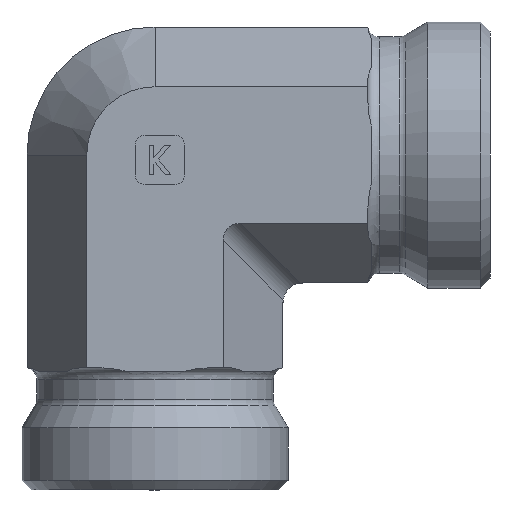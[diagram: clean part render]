
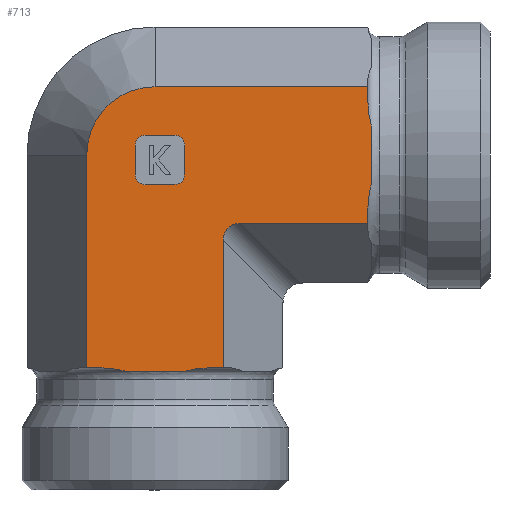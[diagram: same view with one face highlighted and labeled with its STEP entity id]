
A CAD part, left-side view. The second image highlights one B-rep face of the part: STEP entity #713.
In plain terms, the highlighted planar face has unit normal (-1, 0, 0).
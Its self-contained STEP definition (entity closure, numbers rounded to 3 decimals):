
#169=CARTESIAN_POINT('',(-30.485,4.045,0.4));
#170=VERTEX_POINT('',#169);
#178=CARTESIAN_POINT('',(-30.485,6.819,0.0));
#179=VERTEX_POINT('',#178);
#180=CARTESIAN_POINT('',(-30.485,6.819,0.));
#181=CARTESIAN_POINT('',(-30.485,5.88,0.232));
#182=CARTESIAN_POINT('',(-30.485,4.932,0.4));
#183=CARTESIAN_POINT('',(-30.485,4.045,0.4));
#184=B_SPLINE_CURVE_WITH_KNOTS('',3,(#180,#181,#182,#183),.UNSPECIFIED.,.F.,.U.,(4,4),(0.267,0.533),.UNSPECIFIED.);
#185=EDGE_CURVE('',#179,#170,#184,.T.);
#187=CARTESIAN_POINT('',(-30.485,12.269,0.0));
#188=VERTEX_POINT('',#187);
#196=CARTESIAN_POINT('',(-30.485,15.043,0.4));
#197=VERTEX_POINT('',#196);
#198=CARTESIAN_POINT('',(-30.485,15.043,0.4));
#199=CARTESIAN_POINT('',(-30.485,14.156,0.4));
#200=CARTESIAN_POINT('',(-30.485,13.208,0.232));
#201=CARTESIAN_POINT('',(-30.485,12.269,0.0));
#202=B_SPLINE_CURVE_WITH_KNOTS('',3,(#198,#199,#200,#201),.UNSPECIFIED.,.F.,.U.,(4,4),(1.095,1.362),.UNSPECIFIED.);
#203=EDGE_CURVE('',#197,#188,#202,.T.);
#505=CARTESIAN_POINT('',(-30.485,16.472,0.4));
#506=VERTEX_POINT('',#505);
#513=CARTESIAN_POINT('',(-30.485,16.472,22.0));
#514=VERTEX_POINT('',#513);
#515=CARTESIAN_POINT('',(-30.485,16.472,0.4));
#516=DIRECTION('',(0.0,0.0,1.0));
#517=VECTOR('',#516,21.6);
#518=LINE('',#515,#517);
#519=EDGE_CURVE('',#506,#514,#518,.T.);
#531=CARTESIAN_POINT('',(-30.485,2.616,0.0));
#532=DIRECTION('',(-1.0,0.0,0.0));
#533=DIRECTION('',(0.0,0.0,1.0));
#534=AXIS2_PLACEMENT_3D('',#531,#532,#533);
#535=PLANE('',#534);
#536=ORIENTED_EDGE('',*,*,#185,.T.);
#537=CARTESIAN_POINT('',(-30.485,2.616,0.4));
#538=VERTEX_POINT('',#537);
#539=CARTESIAN_POINT('',(-30.485,4.045,0.4));
#540=DIRECTION('',(0.0,-1.0,0.0));
#541=VECTOR('',#540,1.429);
#542=LINE('',#539,#541);
#543=EDGE_CURVE('',#170,#538,#542,.T.);
#544=ORIENTED_EDGE('',*,*,#543,.T.);
#545=CARTESIAN_POINT('',(-30.485,2.616,13.34));
#546=VERTEX_POINT('',#545);
#547=CARTESIAN_POINT('',(-30.485,2.616,0.4));
#548=DIRECTION('',(0.0,0.0,1.0));
#549=VECTOR('',#548,12.94);
#550=LINE('',#547,#549);
#551=EDGE_CURVE('',#538,#546,#550,.T.);
#552=ORIENTED_EDGE('',*,*,#551,.T.);
#553=CARTESIAN_POINT('',(-30.485,0.884,15.072));
#554=VERTEX_POINT('',#553);
#555=CARTESIAN_POINT('',(-30.485,0.306,12.762));
#556=DIRECTION('',(-1.0,0.0,0.0));
#557=DIRECTION('',(0.0,0.707,0.707));
#558=AXIS2_PLACEMENT_3D('',#555,#556,#557);
#559=ELLIPSE('',#558,2.582,2.0);
#560=EDGE_CURVE('',#554,#546,#559,.T.);
#561=ORIENTED_EDGE('',*,*,#560,.F.);
#562=CARTESIAN_POINT('',(-30.485,-12.056,15.072));
#563=VERTEX_POINT('',#562);
#564=CARTESIAN_POINT('',(-30.485,0.884,15.072));
#565=DIRECTION('',(0.0,-1.0,0.0));
#566=VECTOR('',#565,12.94);
#567=LINE('',#564,#566);
#568=EDGE_CURVE('',#554,#563,#567,.T.);
#569=ORIENTED_EDGE('',*,*,#568,.T.);
#570=CARTESIAN_POINT('',(-30.485,-12.056,16.501));
#571=VERTEX_POINT('',#570);
#572=CARTESIAN_POINT('',(-30.485,-12.056,15.072));
#573=DIRECTION('',(0.0,0.0,1.0));
#574=VECTOR('',#573,1.429);
#575=LINE('',#572,#574);
#576=EDGE_CURVE('',#563,#571,#575,.T.);
#577=ORIENTED_EDGE('',*,*,#576,.T.);
#578=CARTESIAN_POINT('',(-30.485,-12.456,19.275));
#579=VERTEX_POINT('',#578);
#580=CARTESIAN_POINT('',(-30.485,-12.056,16.501));
#581=CARTESIAN_POINT('',(-30.485,-12.056,17.388));
#582=CARTESIAN_POINT('',(-30.485,-12.224,18.336));
#583=CARTESIAN_POINT('',(-30.485,-12.456,19.275));
#584=B_SPLINE_CURVE_WITH_KNOTS('',3,(#580,#581,#582,#583),.UNSPECIFIED.,.F.,.U.,(4,4),(1.095,1.362),.UNSPECIFIED.);
#585=EDGE_CURVE('',#571,#579,#584,.T.);
#586=ORIENTED_EDGE('',*,*,#585,.T.);
#587=CARTESIAN_POINT('',(-30.485,-12.456,24.725));
#588=VERTEX_POINT('',#587);
#589=CARTESIAN_POINT('',(-30.485,-12.456,19.275));
#590=DIRECTION('',(0.0,0.0,1.0));
#591=VECTOR('',#590,5.451);
#592=LINE('',#589,#591);
#593=EDGE_CURVE('',#579,#588,#592,.T.);
#594=ORIENTED_EDGE('',*,*,#593,.T.);
#595=CARTESIAN_POINT('',(-30.485,-12.056,27.499));
#596=VERTEX_POINT('',#595);
#597=CARTESIAN_POINT('',(-30.485,-12.456,24.725));
#598=CARTESIAN_POINT('',(-30.485,-12.224,25.664));
#599=CARTESIAN_POINT('',(-30.485,-12.056,26.612));
#600=CARTESIAN_POINT('',(-30.485,-12.056,27.499));
#601=B_SPLINE_CURVE_WITH_KNOTS('',3,(#597,#598,#599,#600),.UNSPECIFIED.,.F.,.U.,(4,4),(0.267,0.533),.UNSPECIFIED.);
#602=EDGE_CURVE('',#588,#596,#601,.T.);
#603=ORIENTED_EDGE('',*,*,#602,.T.);
#604=CARTESIAN_POINT('',(-30.485,-12.056,28.928));
#605=VERTEX_POINT('',#604);
#606=CARTESIAN_POINT('',(-30.485,-12.056,27.499));
#607=DIRECTION('',(0.0,0.0,1.0));
#608=VECTOR('',#607,1.429);
#609=LINE('',#606,#608);
#610=EDGE_CURVE('',#596,#605,#609,.T.);
#611=ORIENTED_EDGE('',*,*,#610,.T.);
#612=CARTESIAN_POINT('',(-30.485,9.544,28.928));
#613=VERTEX_POINT('',#612);
#614=CARTESIAN_POINT('',(-30.485,9.544,28.928));
#615=DIRECTION('',(0.0,-1.0,0.0));
#616=VECTOR('',#615,21.6);
#617=LINE('',#614,#616);
#618=EDGE_CURVE('',#613,#605,#617,.T.);
#619=ORIENTED_EDGE('',*,*,#618,.F.);
#620=CARTESIAN_POINT('',(-30.485,9.544,22.0));
#621=DIRECTION('',(-1.0,0.0,0.0));
#622=DIRECTION('',(0.0,0.0,1.0));
#623=AXIS2_PLACEMENT_3D('',#620,#621,#622);
#624=CIRCLE('',#623,6.928);
#625=EDGE_CURVE('',#613,#514,#624,.T.);
#626=ORIENTED_EDGE('',*,*,#625,.T.);
#627=ORIENTED_EDGE('',*,*,#519,.F.);
#628=CARTESIAN_POINT('',(-30.485,16.472,0.4));
#629=DIRECTION('',(0.0,-1.0,0.0));
#630=VECTOR('',#629,1.429);
#631=LINE('',#628,#630);
#632=EDGE_CURVE('',#506,#197,#631,.T.);
#633=ORIENTED_EDGE('',*,*,#632,.T.);
#634=ORIENTED_EDGE('',*,*,#203,.T.);
#635=CARTESIAN_POINT('',(-30.485,12.269,0.0));
#636=DIRECTION('',(0.0,-1.0,0.0));
#637=VECTOR('',#636,5.451);
#638=LINE('',#635,#637);
#639=EDGE_CURVE('',#188,#179,#638,.T.);
#640=ORIENTED_EDGE('',*,*,#639,.T.);
#641=EDGE_LOOP('',(#536,#544,#552,#561,#569,#577,#586,#594,#603,#611,#619,#626,#627,#633,#634,#640));
#642=FACE_OUTER_BOUND('',#641,.T.);
#643=CARTESIAN_POINT('',(-30.485,7.544,19.));
#644=VERTEX_POINT('',#643);
#645=CARTESIAN_POINT('',(-30.485,10.544,19.));
#646=VERTEX_POINT('',#645);
#647=CARTESIAN_POINT('',(-30.485,7.544,19.));
#648=DIRECTION('',(0.0,1.0,0.0));
#649=VECTOR('',#648,3.);
#650=LINE('',#647,#649);
#651=EDGE_CURVE('',#644,#646,#650,.T.);
#652=ORIENTED_EDGE('',*,*,#651,.T.);
#653=CARTESIAN_POINT('',(-30.485,11.544,20.));
#654=VERTEX_POINT('',#653);
#655=CARTESIAN_POINT('',(-30.485,10.544,20.));
#656=DIRECTION('',(-1.0,0.0,0.0));
#657=DIRECTION('',(0.0,0.707,-0.707));
#658=AXIS2_PLACEMENT_3D('',#655,#656,#657);
#659=CIRCLE('',#658,1.0);
#660=EDGE_CURVE('',#654,#646,#659,.T.);
#661=ORIENTED_EDGE('',*,*,#660,.F.);
#662=CARTESIAN_POINT('',(-30.485,11.544,23.));
#663=VERTEX_POINT('',#662);
#664=CARTESIAN_POINT('',(-30.485,11.544,20.));
#665=DIRECTION('',(0.0,0.0,1.0));
#666=VECTOR('',#665,3.0);
#667=LINE('',#664,#666);
#668=EDGE_CURVE('',#654,#663,#667,.T.);
#669=ORIENTED_EDGE('',*,*,#668,.T.);
#670=CARTESIAN_POINT('',(-30.485,10.544,24.));
#671=VERTEX_POINT('',#670);
#672=CARTESIAN_POINT('',(-30.485,10.544,23.));
#673=DIRECTION('',(-1.0,0.0,0.0));
#674=DIRECTION('',(0.0,0.707,0.707));
#675=AXIS2_PLACEMENT_3D('',#672,#673,#674);
#676=CIRCLE('',#675,1.0);
#677=EDGE_CURVE('',#671,#663,#676,.T.);
#678=ORIENTED_EDGE('',*,*,#677,.F.);
#679=CARTESIAN_POINT('',(-30.485,7.544,24.));
#680=VERTEX_POINT('',#679);
#681=CARTESIAN_POINT('',(-30.485,10.544,24.));
#682=DIRECTION('',(0.0,-1.0,0.0));
#683=VECTOR('',#682,3.);
#684=LINE('',#681,#683);
#685=EDGE_CURVE('',#671,#680,#684,.T.);
#686=ORIENTED_EDGE('',*,*,#685,.T.);
#687=CARTESIAN_POINT('',(-30.485,6.544,23.));
#688=VERTEX_POINT('',#687);
#689=CARTESIAN_POINT('',(-30.485,7.544,23.));
#690=DIRECTION('',(-1.0,0.0,0.0));
#691=DIRECTION('',(0.0,-0.707,0.707));
#692=AXIS2_PLACEMENT_3D('',#689,#690,#691);
#693=CIRCLE('',#692,1.0);
#694=EDGE_CURVE('',#688,#680,#693,.T.);
#695=ORIENTED_EDGE('',*,*,#694,.F.);
#696=CARTESIAN_POINT('',(-30.485,6.544,20.));
#697=VERTEX_POINT('',#696);
#698=CARTESIAN_POINT('',(-30.485,6.544,23.));
#699=DIRECTION('',(0.0,0.0,-1.0));
#700=VECTOR('',#699,3.0);
#701=LINE('',#698,#700);
#702=EDGE_CURVE('',#688,#697,#701,.T.);
#703=ORIENTED_EDGE('',*,*,#702,.T.);
#704=CARTESIAN_POINT('',(-30.485,7.544,20.));
#705=DIRECTION('',(-1.0,0.0,0.0));
#706=DIRECTION('',(0.0,-0.707,-0.707));
#707=AXIS2_PLACEMENT_3D('',#704,#705,#706);
#708=CIRCLE('',#707,1.0);
#709=EDGE_CURVE('',#644,#697,#708,.T.);
#710=ORIENTED_EDGE('',*,*,#709,.F.);
#711=EDGE_LOOP('',(#652,#661,#669,#678,#686,#695,#703,#710));
#712=FACE_BOUND('',#711,.T.);
#713=ADVANCED_FACE('',(#642,#712),#535,.T.);
